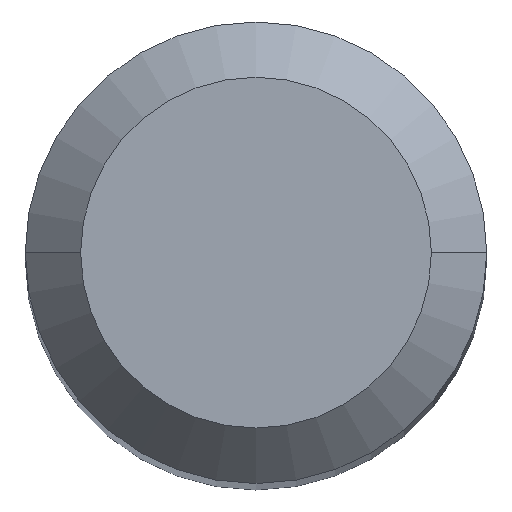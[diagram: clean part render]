
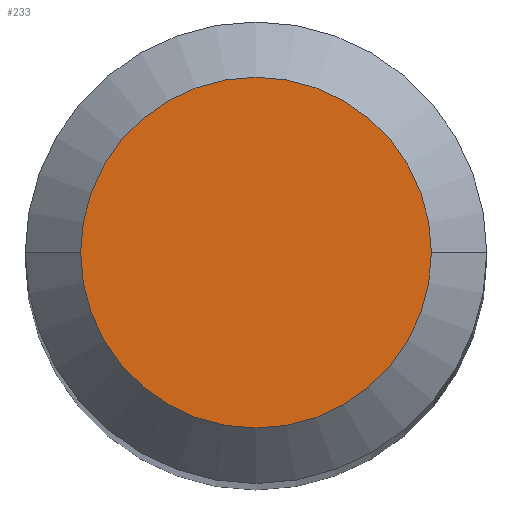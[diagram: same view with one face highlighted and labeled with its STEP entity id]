
A CAD part, top view. The second image highlights one B-rep face of the part: STEP entity #233.
In plain terms, the highlighted planar face has unit normal (0, 0, 1).
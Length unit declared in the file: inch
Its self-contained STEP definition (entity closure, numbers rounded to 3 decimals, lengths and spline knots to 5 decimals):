
#14 = DIRECTION ( 'NONE',  ( 1., 0., 0. ) ) ;
#15 = ORIENTED_EDGE ( 'NONE', *, *, #201, .T. ) ;
#28 = ORIENTED_EDGE ( 'NONE', *, *, #100, .T. ) ;
#37 = EDGE_LOOP ( 'NONE', ( #15, #28 ) ) ;
#100 = EDGE_CURVE ( 'NONE', #130, #490, #285, .T. ) ;
#110 = DIRECTION ( 'NONE',  ( 1., 0., 0. ) ) ;
#130 = VERTEX_POINT ( 'NONE', #319 ) ;
#153 = DIRECTION ( 'NONE',  ( -1., 0., 0. ) ) ;
#158 = PLANE ( 'NONE',  #345 ) ;
#160 = CARTESIAN_POINT ( 'NONE',  ( 0., 0.0475, 0. ) ) ;
#178 = CARTESIAN_POINT ( 'NONE',  ( 0., 0., 0. ) ) ;
#201 = EDGE_CURVE ( 'NONE', #490, #130, #553, .T. ) ;
#233 = ADVANCED_FACE ( 'NONE', ( #508 ), #158, .F. ) ;
#284 = DIRECTION ( 'NONE',  ( 0., 0., 1. ) ) ;
#285 = CIRCLE ( 'NONE', #376, 0.0475 ) ;
#289 = DIRECTION ( 'NONE',  ( 0., 0., -1. ) ) ;
#319 = CARTESIAN_POINT ( 'NONE',  ( 0.0475, 0., 0. ) ) ;
#345 = AXIS2_PLACEMENT_3D ( 'NONE', #160, #289, #153 ) ;
#376 = AXIS2_PLACEMENT_3D ( 'NONE', #178, #449, #14 ) ;
#411 = CARTESIAN_POINT ( 'NONE',  ( -0.0475, 0., 0. ) ) ;
#449 = DIRECTION ( 'NONE',  ( 0., 0., 1. ) ) ;
#490 = VERTEX_POINT ( 'NONE', #411 ) ;
#499 = CARTESIAN_POINT ( 'NONE',  ( 0., 0., 0. ) ) ;
#508 = FACE_OUTER_BOUND ( 'NONE', #37, .T. ) ;
#553 = CIRCLE ( 'NONE', #564, 0.0475 ) ;
#564 = AXIS2_PLACEMENT_3D ( 'NONE', #499, #284, #110 ) ;
